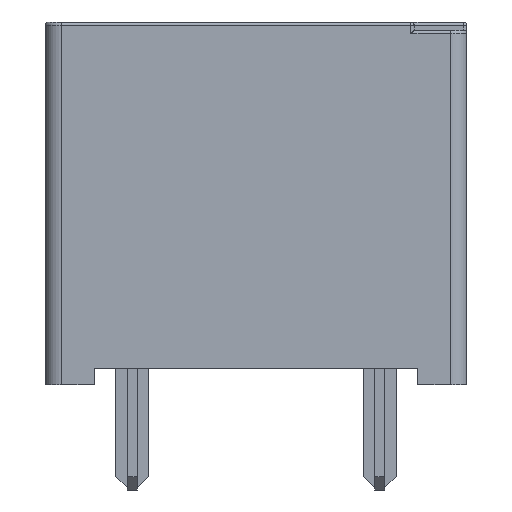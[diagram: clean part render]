
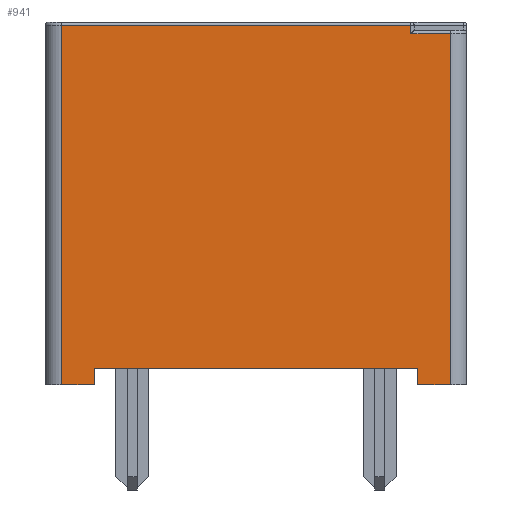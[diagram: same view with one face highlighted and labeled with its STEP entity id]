
A CAD part, front view. The second image highlights one B-rep face of the part: STEP entity #941.
In plain terms, the highlighted planar face has unit normal (0, -1, 0).
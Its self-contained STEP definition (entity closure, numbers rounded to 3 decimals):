
#214 = VERTEX_POINT('',#215);
#215 = CARTESIAN_POINT('',(-1.15,-27.,0.5));
#221 = EDGE_CURVE('',#214,#222,#224,.T.);
#222 = VERTEX_POINT('',#223);
#223 = CARTESIAN_POINT('',(8.65,-27.,0.5));
#224 = LINE('',#225,#226);
#225 = CARTESIAN_POINT('',(0.55,-27.,0.5));
#226 = VECTOR('',#227,1.);
#227 = DIRECTION('',(1.,0.,0.));
#905 = VERTEX_POINT('',#906);
#906 = CARTESIAN_POINT('',(-1.15,-27.,0.));
#914 = EDGE_CURVE('',#905,#214,#915,.T.);
#915 = LINE('',#916,#917);
#916 = CARTESIAN_POINT('',(-1.15,-27.,0.));
#917 = VECTOR('',#918,1.);
#918 = DIRECTION('',(0.,0.,1.));
#941 = ADVANCED_FACE('',(#942),#1008,.T.);
#942 = FACE_BOUND('',#943,.T.);
#943 = EDGE_LOOP('',(#944,#952,#960,#968,#976,#984,#992,#1000,#1006,
    #1007));
#944 = ORIENTED_EDGE('',*,*,#945,.T.);
#945 = EDGE_CURVE('',#222,#946,#948,.T.);
#946 = VERTEX_POINT('',#947);
#947 = CARTESIAN_POINT('',(8.65,-27.,0.));
#948 = LINE('',#949,#950);
#949 = CARTESIAN_POINT('',(8.65,-27.,0.));
#950 = VECTOR('',#951,1.);
#951 = DIRECTION('',(0.,0.,-1.));
#952 = ORIENTED_EDGE('',*,*,#953,.T.);
#953 = EDGE_CURVE('',#946,#954,#956,.T.);
#954 = VERTEX_POINT('',#955);
#955 = CARTESIAN_POINT('',(9.65,-27.,0.));
#956 = LINE('',#957,#958);
#957 = CARTESIAN_POINT('',(-2.65,-27.,0.));
#958 = VECTOR('',#959,1.);
#959 = DIRECTION('',(1.,0.,0.));
#960 = ORIENTED_EDGE('',*,*,#961,.F.);
#961 = EDGE_CURVE('',#962,#954,#964,.T.);
#962 = VERTEX_POINT('',#963);
#963 = CARTESIAN_POINT('',(9.65,-27.,10.65));
#964 = LINE('',#965,#966);
#965 = CARTESIAN_POINT('',(9.65,-27.,0.));
#966 = VECTOR('',#967,1.);
#967 = DIRECTION('',(0.,0.,-1.));
#968 = ORIENTED_EDGE('',*,*,#969,.F.);
#969 = EDGE_CURVE('',#970,#962,#972,.T.);
#970 = VERTEX_POINT('',#971);
#971 = CARTESIAN_POINT('',(8.45,-27.,10.65));
#972 = LINE('',#973,#974);
#973 = CARTESIAN_POINT('',(3.35,-27.,10.65));
#974 = VECTOR('',#975,1.);
#975 = DIRECTION('',(1.,0.,0.));
#976 = ORIENTED_EDGE('',*,*,#977,.F.);
#977 = EDGE_CURVE('',#978,#970,#980,.T.);
#978 = VERTEX_POINT('',#979);
#979 = CARTESIAN_POINT('',(8.45,-27.,10.9));
#980 = LINE('',#981,#982);
#981 = CARTESIAN_POINT('',(8.45,-27.,5.5));
#982 = VECTOR('',#983,1.);
#983 = DIRECTION('',(0.,0.,-1.));
#984 = ORIENTED_EDGE('',*,*,#985,.F.);
#985 = EDGE_CURVE('',#986,#978,#988,.T.);
#986 = VERTEX_POINT('',#987);
#987 = CARTESIAN_POINT('',(-2.15,-27.,10.9));
#988 = LINE('',#989,#990);
#989 = CARTESIAN_POINT('',(0.55,-27.,10.9));
#990 = VECTOR('',#991,1.);
#991 = DIRECTION('',(1.,0.,0.));
#992 = ORIENTED_EDGE('',*,*,#993,.F.);
#993 = EDGE_CURVE('',#994,#986,#996,.T.);
#994 = VERTEX_POINT('',#995);
#995 = CARTESIAN_POINT('',(-2.15,-27.,0.));
#996 = LINE('',#997,#998);
#997 = CARTESIAN_POINT('',(-2.15,-27.,0.));
#998 = VECTOR('',#999,1.);
#999 = DIRECTION('',(0.,0.,1.));
#1000 = ORIENTED_EDGE('',*,*,#1001,.T.);
#1001 = EDGE_CURVE('',#994,#905,#1002,.T.);
#1002 = LINE('',#1003,#1004);
#1003 = CARTESIAN_POINT('',(-2.65,-27.,0.));
#1004 = VECTOR('',#1005,1.);
#1005 = DIRECTION('',(1.,0.,0.));
#1006 = ORIENTED_EDGE('',*,*,#914,.T.);
#1007 = ORIENTED_EDGE('',*,*,#221,.T.);
#1008 = PLANE('',#1009);
#1009 = AXIS2_PLACEMENT_3D('',#1010,#1011,#1012);
#1010 = CARTESIAN_POINT('',(-2.65,-27.,0.));
#1011 = DIRECTION('',(0.,-1.,0.));
#1012 = DIRECTION('',(1.,0.,0.));
